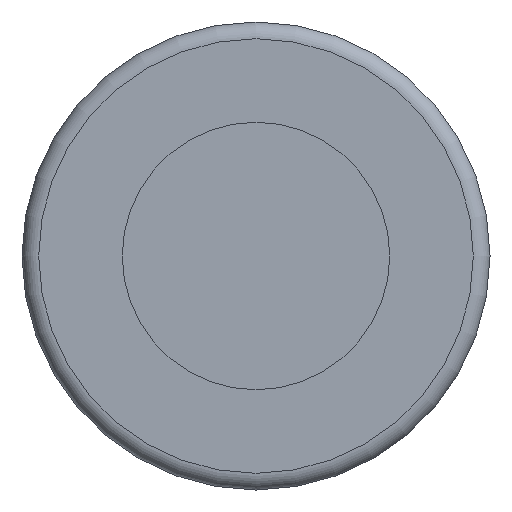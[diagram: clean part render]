
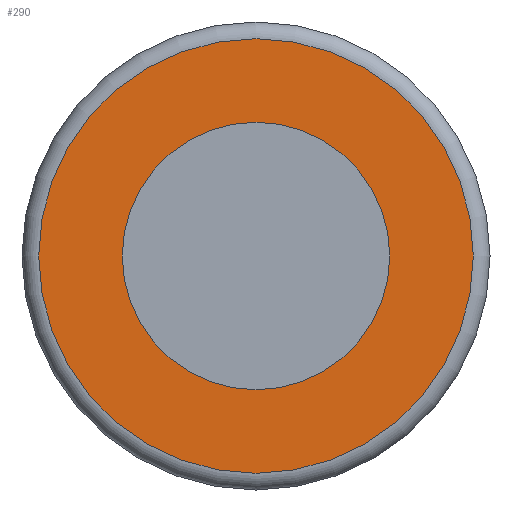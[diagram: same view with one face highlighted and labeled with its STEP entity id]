
A CAD part, front view. The second image highlights one B-rep face of the part: STEP entity #290.
In plain terms, the highlighted planar face has unit normal (0, -1, 0).
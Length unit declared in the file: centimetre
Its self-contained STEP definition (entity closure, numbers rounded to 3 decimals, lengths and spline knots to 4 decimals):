
#140=PLANE('',#307);
#152=VERTEX_POINT('',#370);
#155=VERTEX_POINT('',#378);
#170=CIRCLE('',#303,0.325);
#173=CIRCLE('',#308,0.2);
#176=EDGE_CURVE('',#152,#152,#170,.T.);
#179=EDGE_CURVE('',#155,#155,#173,.T.);
#204=ORIENTED_EDGE('',*,*,#179,.T.);
#205=ORIENTED_EDGE('',*,*,#176,.F.);
#252=EDGE_LOOP('',(#204));
#253=EDGE_LOOP('',(#205));
#272=FACE_BOUND('',#252,.T.);
#273=FACE_BOUND('',#253,.T.);
#290=ADVANCED_FACE('',(#272,#273),#140,.T.);
#303=AXIS2_PLACEMENT_3D('',#369,#323,#324);
#307=AXIS2_PLACEMENT_3D('',#376,#331,$);
#308=AXIS2_PLACEMENT_3D('',#377,#332,#333);
#323=DIRECTION('',(0.,1.,0.));
#324=DIRECTION('',(-0.325,0.,0.));
#331=DIRECTION('',(0.,-1.,0.));
#332=DIRECTION('',(0.,1.,0.));
#333=DIRECTION('',(0.2,0.,0.));
#369=CARTESIAN_POINT('',(0.,0.,0.));
#370=CARTESIAN_POINT('',(0.325,0.,0.));
#376=CARTESIAN_POINT('',(0.275,0.,0.));
#377=CARTESIAN_POINT('',(0.,0.,0.));
#378=CARTESIAN_POINT('',(0.2,0.,0.));
